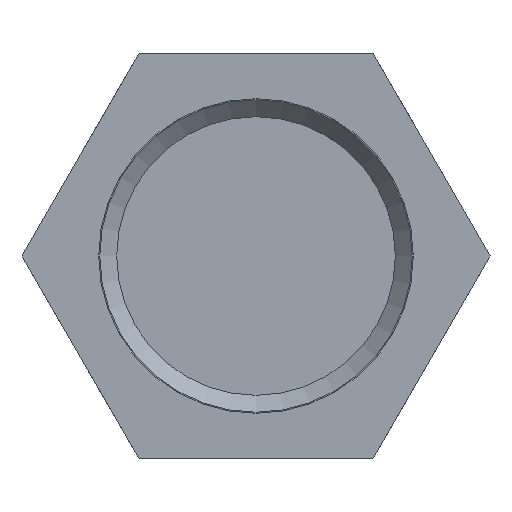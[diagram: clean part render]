
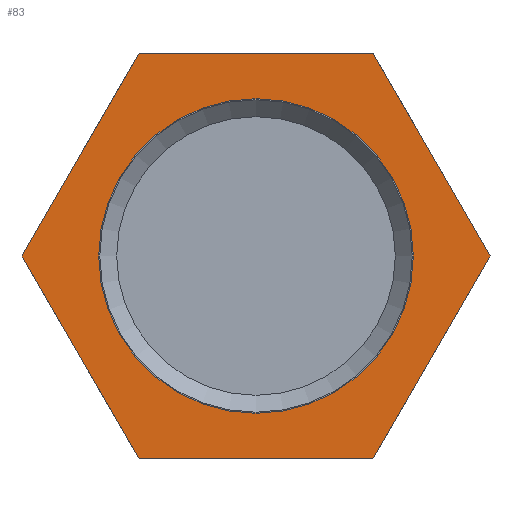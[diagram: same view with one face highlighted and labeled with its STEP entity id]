
A CAD part, front view. The second image highlights one B-rep face of the part: STEP entity #83.
In plain terms, the highlighted planar face has unit normal (0, -1, 0).
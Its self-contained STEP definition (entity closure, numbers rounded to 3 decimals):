
#83 = ADVANCED_FACE( '', ( #176, #177 ), #178, .F. );
#176 = FACE_OUTER_BOUND( '', #267, .T. );
#177 = FACE_BOUND( '', #268, .T. );
#178 = PLANE( '', #269 );
#267 = EDGE_LOOP( '', ( #408, #409, #410, #411, #412, #413 ) );
#268 = EDGE_LOOP( '', ( #414 ) );
#269 = AXIS2_PLACEMENT_3D( '', #415, #416, #417 );
#408 = ORIENTED_EDGE( '', *, *, #445, .F. );
#409 = ORIENTED_EDGE( '', *, *, #488, .F. );
#410 = ORIENTED_EDGE( '', *, *, #493, .F. );
#411 = ORIENTED_EDGE( '', *, *, #456, .F. );
#412 = ORIENTED_EDGE( '', *, *, #479, .F. );
#413 = ORIENTED_EDGE( '', *, *, #464, .F. );
#414 = ORIENTED_EDGE( '', *, *, #481, .T. );
#415 = CARTESIAN_POINT( '', ( -13.856, 2.83, 0. ) );
#416 = DIRECTION( '', ( 0., 1., 0. ) );
#417 = DIRECTION( '', ( 0., 0., 1. ) );
#445 = EDGE_CURVE( '', #501, #503, #504, .T. );
#456 = EDGE_CURVE( '', #520, #522, #523, .T. );
#464 = EDGE_CURVE( '', #503, #534, #535, .T. );
#479 = EDGE_CURVE( '', #534, #520, #556, .T. );
#481 = EDGE_CURVE( '', #558, #558, #559, .T. );
#488 = EDGE_CURVE( '', #567, #501, #569, .T. );
#493 = EDGE_CURVE( '', #522, #567, #575, .T. );
#501 = VERTEX_POINT( '', #584 );
#503 = VERTEX_POINT( '', #587 );
#504 = LINE( '', #588, #589 );
#520 = VERTEX_POINT( '', #617 );
#522 = VERTEX_POINT( '', #620 );
#523 = LINE( '', #621, #622 );
#534 = VERTEX_POINT( '', #645 );
#535 = LINE( '', #646, #647 );
#556 = LINE( '', #721, #722 );
#558 = VERTEX_POINT( '', #724 );
#559 = CIRCLE( '', #725, 9.316 );
#567 = VERTEX_POINT( '', #733 );
#569 = LINE( '', #736, #737 );
#575 = LINE( '', #743, #744 );
#584 = CARTESIAN_POINT( '', ( 6.928, 2.83, 12. ) );
#587 = CARTESIAN_POINT( '', ( 13.856, 2.83, 0. ) );
#588 = CARTESIAN_POINT( '', ( 6.928, 2.83, 12. ) );
#589 = VECTOR( '', #752, 1000. );
#617 = CARTESIAN_POINT( '', ( -6.928, 2.83, -12. ) );
#620 = CARTESIAN_POINT( '', ( -13.856, 2.83, 0. ) );
#621 = CARTESIAN_POINT( '', ( -6.928, 2.83, -12. ) );
#622 = VECTOR( '', #767, 1000. );
#645 = CARTESIAN_POINT( '', ( 6.928, 2.83, -12. ) );
#646 = CARTESIAN_POINT( '', ( 13.856, 2.83, 0. ) );
#647 = VECTOR( '', #775, 1000. );
#721 = CARTESIAN_POINT( '', ( 6.928, 2.83, -12. ) );
#722 = VECTOR( '', #789, 1000. );
#724 = CARTESIAN_POINT( '', ( 0., 2.83, 9.316 ) );
#725 = AXIS2_PLACEMENT_3D( '', #790, #791, #792 );
#733 = CARTESIAN_POINT( '', ( -6.928, 2.83, 12. ) );
#736 = CARTESIAN_POINT( '', ( -6.928, 2.83, 12. ) );
#737 = VECTOR( '', #800, 1000. );
#743 = CARTESIAN_POINT( '', ( -13.856, 2.83, 0. ) );
#744 = VECTOR( '', #804, 1000. );
#752 = DIRECTION( '', ( 0.5, 0., -0.866 ) );
#767 = DIRECTION( '', ( -0.5, 0., 0.866 ) );
#775 = DIRECTION( '', ( -0.5, 0., -0.866 ) );
#789 = DIRECTION( '', ( -1., 0., 0. ) );
#790 = CARTESIAN_POINT( '', ( 0., 2.83, 0. ) );
#791 = DIRECTION( '', ( 0., 1., 0. ) );
#792 = DIRECTION( '', ( 0., 0., 1. ) );
#800 = DIRECTION( '', ( 1., 0., 0. ) );
#804 = DIRECTION( '', ( 0.5, 0., 0.866 ) );
